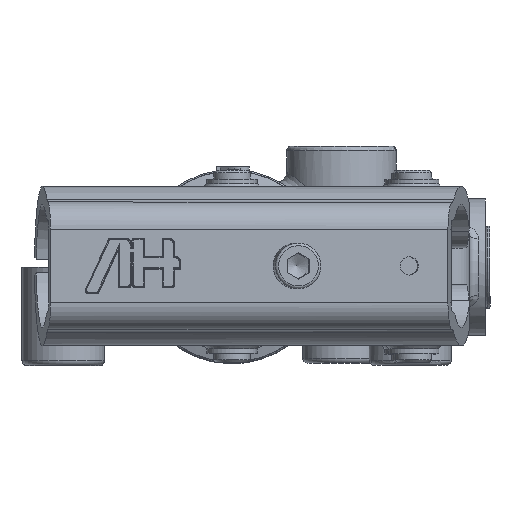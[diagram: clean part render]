
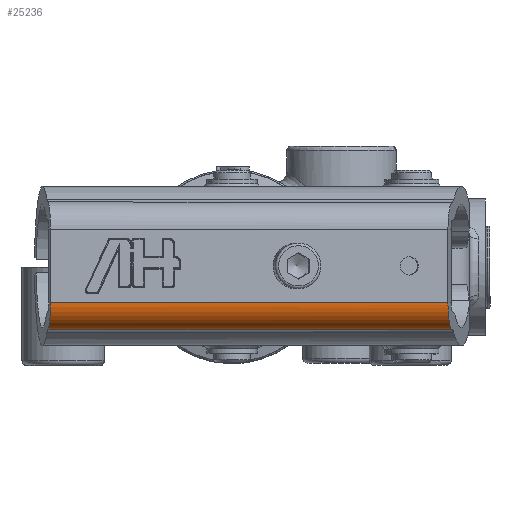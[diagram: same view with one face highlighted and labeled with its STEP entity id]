
A CAD part, top view. The second image highlights one B-rep face of the part: STEP entity #25236.
In plain terms, the highlighted cylindrical face has radius 6 mm (diameter 12 mm), a partial arc.
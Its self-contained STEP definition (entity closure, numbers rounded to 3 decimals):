
#22055=CARTESIAN_POINT('',(-39.767,-8.003,259.255));
#22056=VERTEX_POINT('',#22055);
#22063=CARTESIAN_POINT('',(47.293,-8.003,250.493));
#22064=VERTEX_POINT('',#22063);
#22065=CARTESIAN_POINT('',(47.293,-8.003,250.493));
#22066=DIRECTION('',(-0.995,0.,0.1));
#22067=VECTOR('',#22066,87.5);
#22068=LINE('',#22065,#22067);
#22069=EDGE_CURVE('',#22064,#22056,#22068,.T.);
#25141=CARTESIAN_POINT('',(-40.352,-14.001,253.439));
#25142=VERTEX_POINT('',#25141);
#25150=CARTESIAN_POINT('',(-40.368,-8.003,253.285));
#25151=DIRECTION('',(0.995,0.,-0.1));
#25152=DIRECTION('',(-0.1,0.,-0.995));
#25153=AXIS2_PLACEMENT_3D('',#25150,#25151,#25152);
#25154=CIRCLE('',#25153,6.);
#25155=EDGE_CURVE('',#22056,#25142,#25154,.T.);
#25212=CARTESIAN_POINT('',(54.155,-8.003,243.772));
#25213=DIRECTION('',(-0.995,0.,0.1));
#25214=DIRECTION('',(-0.1,0.,-0.995));
#25215=AXIS2_PLACEMENT_3D('',#25212,#25213,#25214);
#25216=CYLINDRICAL_SURFACE('',#25215,6.);
#25217=ORIENTED_EDGE('',*,*,#25155,.T.);
#25218=CARTESIAN_POINT('',(48.266,-14.001,244.52));
#25219=VERTEX_POINT('',#25218);
#25220=CARTESIAN_POINT('',(48.266,-14.001,244.52));
#25221=DIRECTION('',(-0.995,0.,0.1));
#25222=VECTOR('',#25221,89.066);
#25223=LINE('',#25220,#25222);
#25224=EDGE_CURVE('',#25219,#25142,#25223,.T.);
#25225=ORIENTED_EDGE('',*,*,#25224,.F.);
#25226=CARTESIAN_POINT('',(48.292,-8.003,244.362));
#25227=DIRECTION('',(-0.987,0.,-0.161));
#25228=DIRECTION('',(0.161,0.,-0.987));
#25229=AXIS2_PLACEMENT_3D('',#25226,#25227,#25228);
#25230=ELLIPSE('',#25229,6.212,6.);
#25231=EDGE_CURVE('',#25219,#22064,#25230,.T.);
#25232=ORIENTED_EDGE('',*,*,#25231,.T.);
#25233=ORIENTED_EDGE('',*,*,#22069,.T.);
#25234=EDGE_LOOP('',(#25217,#25225,#25232,#25233));
#25235=FACE_OUTER_BOUND('',#25234,.T.);
#25236=ADVANCED_FACE('',(#25235),#25216,.T.);
